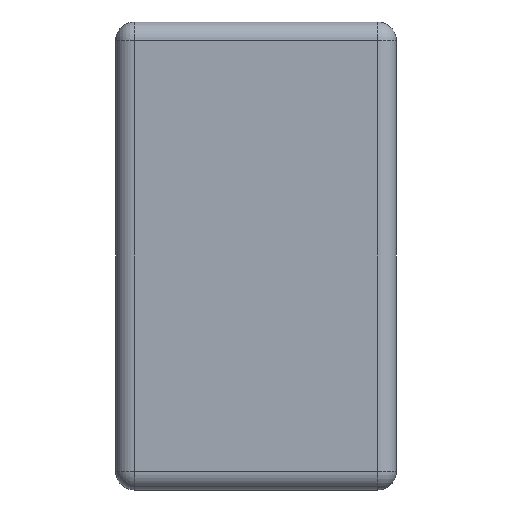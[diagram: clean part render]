
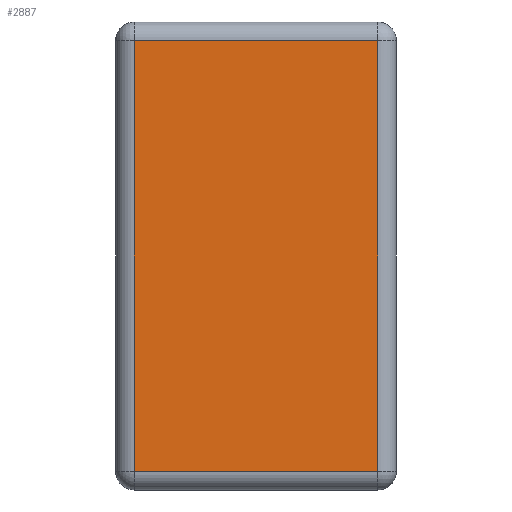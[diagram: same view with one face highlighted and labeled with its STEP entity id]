
A CAD part, left-side view. The second image highlights one B-rep face of the part: STEP entity #2887.
In plain terms, the highlighted planar face has unit normal (-1, 0, 0).
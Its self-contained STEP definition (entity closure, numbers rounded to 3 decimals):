
#53 = LINE ( 'NONE', #2937, #1005 ) ;
#231 = AXIS2_PLACEMENT_3D ( 'NONE', #1047, #2765, #1302 ) ;
#311 = EDGE_LOOP ( 'NONE', ( #1402, #2981, #1720, #2743 ) ) ;
#524 = LINE ( 'NONE', #969, #2920 ) ;
#582 = EDGE_CURVE ( 'NONE', #1392, #3058, #3021, .T. ) ;
#630 = CARTESIAN_POINT ( 'NONE',  ( -1., 2.146, -0.575 ) ) ;
#701 = CARTESIAN_POINT ( 'NONE',  ( -1., 0.05, -0.575 ) ) ;
#793 = DIRECTION ( 'NONE',  ( 0., 0., 1. ) ) ;
#923 = CARTESIAN_POINT ( 'NONE',  ( -1., 0.7, 0.575 ) ) ;
#966 = VECTOR ( 'NONE', #1756, 1000. ) ;
#969 = CARTESIAN_POINT ( 'NONE',  ( -1., 0.7, -0.625 ) ) ;
#999 = FACE_OUTER_BOUND ( 'NONE', #311, .T. ) ;
#1005 = VECTOR ( 'NONE', #793, 1000. ) ;
#1047 = CARTESIAN_POINT ( 'NONE',  ( -1., 2.146, -0.625 ) ) ;
#1208 = VERTEX_POINT ( 'NONE', #2421 ) ;
#1302 = DIRECTION ( 'NONE',  ( 0., 0., -1. ) ) ;
#1392 = VERTEX_POINT ( 'NONE', #2415 ) ;
#1402 = ORIENTED_EDGE ( 'NONE', *, *, #582, .T. ) ;
#1419 = EDGE_CURVE ( 'NONE', #1208, #2577, #2164, .T. ) ;
#1458 = EDGE_CURVE ( 'NONE', #2577, #1392, #524, .T. ) ;
#1549 = VECTOR ( 'NONE', #2078, 1000. ) ;
#1720 = ORIENTED_EDGE ( 'NONE', *, *, #1419, .T. ) ;
#1751 = PLANE ( 'NONE',  #231 ) ;
#1756 = DIRECTION ( 'NONE',  ( 0., 1., 0. ) ) ;
#1975 = DIRECTION ( 'NONE',  ( 0., 0., -1. ) ) ;
#2078 = DIRECTION ( 'NONE',  ( 0., -1., 0. ) ) ;
#2164 = LINE ( 'NONE', #2687, #966 ) ;
#2355 = EDGE_CURVE ( 'NONE', #3058, #1208, #53, .T. ) ;
#2415 = CARTESIAN_POINT ( 'NONE',  ( -1., 0.7, -0.575 ) ) ;
#2421 = CARTESIAN_POINT ( 'NONE',  ( -1., 0.05, 0.575 ) ) ;
#2577 = VERTEX_POINT ( 'NONE', #923 ) ;
#2687 = CARTESIAN_POINT ( 'NONE',  ( -1., 2.146, 0.575 ) ) ;
#2743 = ORIENTED_EDGE ( 'NONE', *, *, #1458, .T. ) ;
#2765 = DIRECTION ( 'NONE',  ( 1., 0., 0. ) ) ;
#2887 = ADVANCED_FACE ( 'NONE', ( #999 ), #1751, .F. ) ;
#2920 = VECTOR ( 'NONE', #1975, 1000. ) ;
#2937 = CARTESIAN_POINT ( 'NONE',  ( -1., 0.05, -0.625 ) ) ;
#2981 = ORIENTED_EDGE ( 'NONE', *, *, #2355, .T. ) ;
#3021 = LINE ( 'NONE', #630, #1549 ) ;
#3058 = VERTEX_POINT ( 'NONE', #701 ) ;
